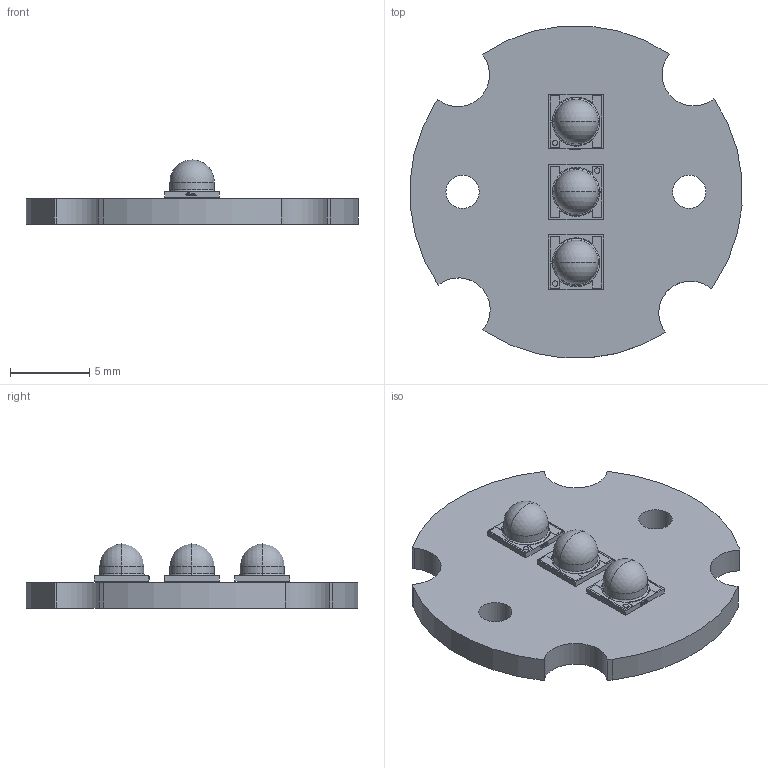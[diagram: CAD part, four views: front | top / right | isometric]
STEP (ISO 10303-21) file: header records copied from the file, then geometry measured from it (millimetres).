
FILE_DESCRIPTION(('KiCad electronic assembly'),'2;1');
FILE_NAME('led-board.step','2025-01-27T11:07:45',('Pcbnew'),('Kicad'), 'Open CASCADE STEP processor 7.8','KiCad to STEP converter','Unknown' );
FILE_SCHEMA(('AUTOMOTIVE_DESIGN { 1 0 10303 214 1 1 1 1 }'));
Length unit declared in the file: millimetre
Products named in the file (4): led-board 1; LED-SMD_3P-L3.5-W3.5_M3535O1IRS13G06; LED-SMD_3P-L3.5-W3.5_M3535N1UVS8UXX; uv-lamp_PCB
Assembly tree (5 placements, depth 3):
  led-board 1
    LED-SMD_3P-L3.5-W3.5_M3535O1IRS13G06  x3
      LED-SMD_3P-L3.5-W3.5_M3535N1UVS8UXX
    uv-lamp_PCB
Bounding box: 20.95 x 20.93 x 4.05 mm (x, y, z)
Volume: 546.6 mm3; surface area: 892.9 mm2
Topology: 4 solids, 4 shells, 1036 faces, 2802 edges, 1861 vertices
Faces by surface type: plane 660, bspline 336, cylinder 28, torus 6, sphere 6
Full cylindrical faces by diameter (mm): 2.1 x2
Entity records: 14823 total; most frequent: CARTESIAN_POINT 4077, ORIENTED_EDGE 1932, DIRECTION 1284, EDGE_CURVE 966, LINE 696, VECTOR 696, VERTEX_POINT 643, FACE_BOUND 393
